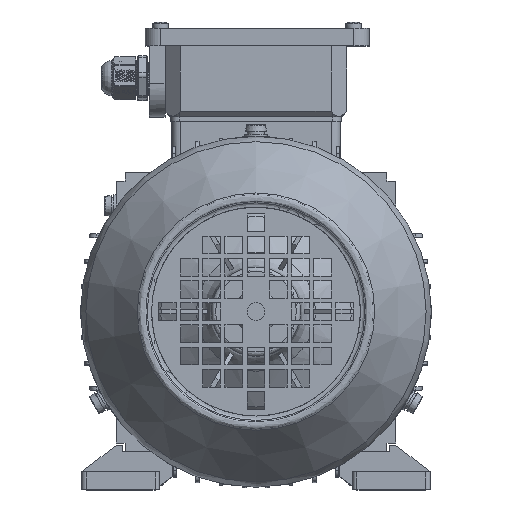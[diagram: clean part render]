
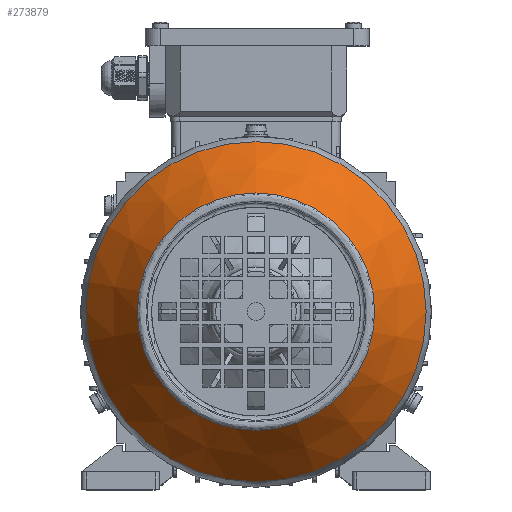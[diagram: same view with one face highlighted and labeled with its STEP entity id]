
A CAD part, top view. The second image highlights one B-rep face of the part: STEP entity #273879.
In plain terms, the highlighted conical face has half-angle 35 degrees and reference radius 76.649 mm.
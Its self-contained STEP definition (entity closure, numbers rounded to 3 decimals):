
#273820=CARTESIAN_POINT('',(153.96,72.904,37.512));
#273821=VERTEX_POINT('',#273820);
#273822=CARTESIAN_POINT('',(153.96,149.553,37.512));
#273823=DIRECTION('',(-0.0,-0.0,1.0));
#273824=DIRECTION('',(0.0,1.0,0.0));
#273825=AXIS2_PLACEMENT_3D('',#273822,#273823,#273824);
#273826=CIRCLE('',#273825,76.649);
#273827=EDGE_CURVE('n� 6',#273821,#273821,#273826,.T.);
#273847=CARTESIAN_POINT('',(153.96,96.095,70.633));
#273848=VERTEX_POINT('',#273847);
#273849=CARTESIAN_POINT('',(153.96,149.553,70.633));
#273850=DIRECTION('',(0.0,0.0,-1.0));
#273851=DIRECTION('',(0.0,1.0,0.0));
#273852=AXIS2_PLACEMENT_3D('',#273849,#273850,#273851);
#273853=CIRCLE('',#273852,53.457);
#273854=EDGE_CURVE('n� 14',#273848,#273848,#273853,.T.);
#273868=ORIENTED_EDGE('',*,*,#273854,.T.);
#273869=EDGE_LOOP('',(#273868));
#273870=FACE_OUTER_BOUND('',#273869,.T.);
#273871=ORIENTED_EDGE('',*,*,#273827,.T.);
#273872=EDGE_LOOP('',(#273871));
#273873=FACE_BOUND('',#273872,.T.);
#273874=CARTESIAN_POINT('',(153.96,149.553,37.512));
#273875=DIRECTION('',(-0.0,0.0,-1.0));
#273876=DIRECTION('',(-1.0,0.0,0.0));
#273877=AXIS2_PLACEMENT_3D('',#273874,#273875,#273876);
#273878=CONICAL_SURFACE('',#273877,76.649,0.611);
#273879=ADVANCED_FACE('n� 2',(#273870,#273873),#273878,.T.);
